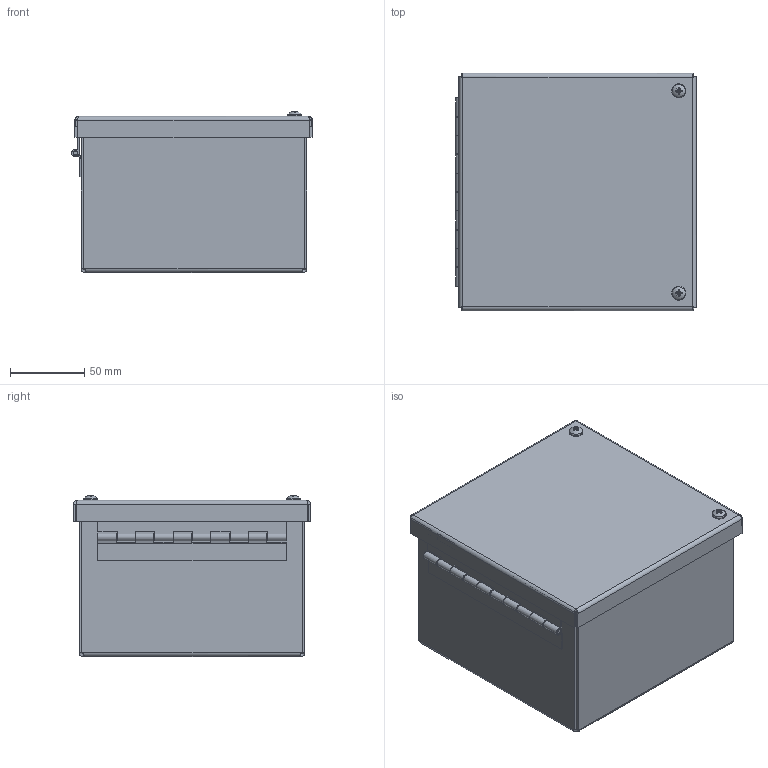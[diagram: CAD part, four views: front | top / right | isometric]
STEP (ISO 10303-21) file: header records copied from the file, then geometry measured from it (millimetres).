
FILE_DESCRIPTION(/* description */ ('JIC,CS,OIL TIGHT,6X6X4,BACK'),/* implementation_level */ '2;1');
FILE_NAME(/* name */ 'WA060604GIE.stp',/* time_stamp */ '2014-04-28T22:12:46+06:00',/* author */ ('ps'),/* organization */ (''),/* preprocessor_version */ 'ST-DEVELOPER v15.2',/* originating_system */ 'Autodesk Inventor 2014',/* authorisation */ '');
FILE_SCHEMA (('AUTOMOTIVE_DESIGN { 1 0 10303 214 3 1 1 }'));
Length unit declared in the file: inch
Products named in the file (13): WA060604GIEBKP; 3499; 328120LH; 328120P; 328120TH; 328120; WA0606GIELID; 316258; 38811; 34984; 39077; 372163; WA060604GIE
Bounding box: 162.47 x 160.34 x 108.76 mm (x, y, z)
Volume: 283809 mm3; surface area: 287405 mm2
Topology: 18 solids, 18 shells, 425 faces, 1053 edges, 675 vertices
Faces by surface type: plane 245, cylinder 105, cone 33, bspline 28, torus 12, sphere 2
Full cylindrical faces by diameter (mm): 2.54 x1, 2.957 x10, 3.962 x6, 4.826 x3, 4.978 x2, 6.299 x2, 6.35 x1, 6.528 x4, 7.061 x2, 7.144 x2, 7.62 x4, 7.938 x4, 9.474 x2, 10.312 x2, 11.506 x2, 15.875 x4
Entity records: 10301 total; most frequent: CARTESIAN_POINT 2606, DIRECTION 1488, ORIENTED_EDGE 1452, EDGE_CURVE 726, AXIS2_PLACEMENT_3D 514, VERTEX_POINT 482, LINE 460, VECTOR 460
